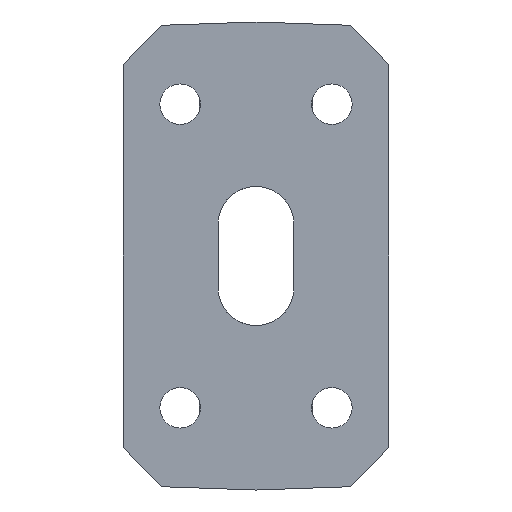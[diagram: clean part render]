
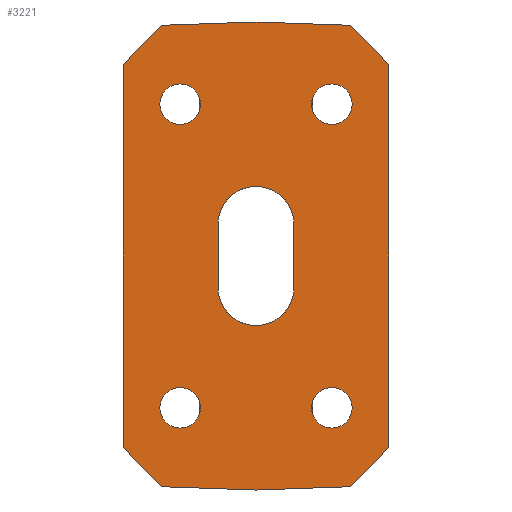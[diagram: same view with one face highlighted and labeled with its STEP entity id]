
A CAD part, left-side view. The second image highlights one B-rep face of the part: STEP entity #3221.
In plain terms, the highlighted planar face has unit normal (-1, 0, 0).
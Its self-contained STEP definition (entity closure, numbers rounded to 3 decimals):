
#2739 = VERTEX_POINT('',#2740);
#2740 = CARTESIAN_POINT('',(24.,0.,-18.5));
#2755 = VERTEX_POINT('',#2756);
#2756 = CARTESIAN_POINT('',(24.,-7.502,-18.238));
#2762 = EDGE_CURVE('',#2739,#2755,#2763,.T.);
#2763 = LINE('',#2764,#2765);
#2764 = CARTESIAN_POINT('',(24.,0.,-18.5));
#2765 = VECTOR('',#2766,1.);
#2766 = DIRECTION('',(0.,-0.999,
    0.035));
#2980 = VERTEX_POINT('',#2981);
#2981 = CARTESIAN_POINT('',(24.,-6.,-10.4));
#2987 = EDGE_CURVE('',#2980,#2980,#2988,.T.);
#2988 = CIRCLE('',#2989,1.6);
#2989 = AXIS2_PLACEMENT_3D('',#2990,#2991,#2992);
#2990 = CARTESIAN_POINT('',(24.,-6.,-12.));
#2991 = DIRECTION('',(-1.,0.,0.));
#2992 = DIRECTION('',(0.,0.,1.));
#3006 = VERTEX_POINT('',#3007);
#3007 = CARTESIAN_POINT('',(24.,-3.,-2.503));
#3013 = EDGE_CURVE('',#3014,#3006,#3016,.T.);
#3014 = VERTEX_POINT('',#3015);
#3015 = CARTESIAN_POINT('',(24.,-2.994,-2.503));
#3016 = LINE('',#3017,#3018);
#3017 = CARTESIAN_POINT('',(24.,-1.5,-2.503));
#3018 = VECTOR('',#3019,1.);
#3019 = DIRECTION('',(0.,-1.,-0.));
#3096 = VERTEX_POINT('',#3097);
#3097 = CARTESIAN_POINT('',(24.,10.5,-15.133));
#3105 = VERTEX_POINT('',#3106);
#3106 = CARTESIAN_POINT('',(24.,7.502,-18.238));
#3112 = EDGE_CURVE('',#3096,#3105,#3113,.T.);
#3113 = LINE('',#3114,#3115);
#3114 = CARTESIAN_POINT('',(24.,10.5,-15.133));
#3115 = VECTOR('',#3116,1.);
#3116 = DIRECTION('',(0.,-0.695,-0.719
    ));
#3129 = VERTEX_POINT('',#3130);
#3130 = CARTESIAN_POINT('',(24.,-10.5,-15.133));
#3136 = EDGE_CURVE('',#2755,#3129,#3137,.T.);
#3137 = LINE('',#3138,#3139);
#3138 = CARTESIAN_POINT('',(24.,-7.502,-18.238));
#3139 = VECTOR('',#3140,1.);
#3140 = DIRECTION('',(0.,-0.695,0.719
    ));
#3221 = ADVANCED_FACE('',(#3222,#3279,#3290,#3301,#3344,#3355),#3358,.T.
  );
#3222 = FACE_BOUND('',#3223,.T.);
#3223 = EDGE_LOOP('',(#3224,#3225,#3231,#3232,#3233,#3241,#3249,#3257,
    #3265,#3273));
#3224 = ORIENTED_EDGE('',*,*,#3112,.T.);
#3225 = ORIENTED_EDGE('',*,*,#3226,.T.);
#3226 = EDGE_CURVE('',#3105,#2739,#3227,.T.);
#3227 = LINE('',#3228,#3229);
#3228 = CARTESIAN_POINT('',(24.,7.502,-18.238));
#3229 = VECTOR('',#3230,1.);
#3230 = DIRECTION('',(0.,-0.999,
    -0.035));
#3231 = ORIENTED_EDGE('',*,*,#2762,.T.);
#3232 = ORIENTED_EDGE('',*,*,#3136,.T.);
#3233 = ORIENTED_EDGE('',*,*,#3234,.T.);
#3234 = EDGE_CURVE('',#3129,#3235,#3237,.T.);
#3235 = VERTEX_POINT('',#3236);
#3236 = CARTESIAN_POINT('',(24.,-10.5,15.133));
#3237 = LINE('',#3238,#3239);
#3238 = CARTESIAN_POINT('',(24.,-10.5,-15.133));
#3239 = VECTOR('',#3240,1.);
#3240 = DIRECTION('',(0.,0.,1.));
#3241 = ORIENTED_EDGE('',*,*,#3242,.T.);
#3242 = EDGE_CURVE('',#3235,#3243,#3245,.T.);
#3243 = VERTEX_POINT('',#3244);
#3244 = CARTESIAN_POINT('',(24.,-7.502,18.238));
#3245 = LINE('',#3246,#3247);
#3246 = CARTESIAN_POINT('',(24.,-10.5,15.133));
#3247 = VECTOR('',#3248,1.);
#3248 = DIRECTION('',(0.,0.695,0.719)
  );
#3249 = ORIENTED_EDGE('',*,*,#3250,.T.);
#3250 = EDGE_CURVE('',#3243,#3251,#3253,.T.);
#3251 = VERTEX_POINT('',#3252);
#3252 = CARTESIAN_POINT('',(24.,0.,18.5));
#3253 = LINE('',#3254,#3255);
#3254 = CARTESIAN_POINT('',(24.,-7.502,18.238));
#3255 = VECTOR('',#3256,1.);
#3256 = DIRECTION('',(0.,0.999,
    0.035));
#3257 = ORIENTED_EDGE('',*,*,#3258,.T.);
#3258 = EDGE_CURVE('',#3251,#3259,#3261,.T.);
#3259 = VERTEX_POINT('',#3260);
#3260 = CARTESIAN_POINT('',(24.,7.502,18.238));
#3261 = LINE('',#3262,#3263);
#3262 = CARTESIAN_POINT('',(24.,0.,18.5));
#3263 = VECTOR('',#3264,1.);
#3264 = DIRECTION('',(0.,0.999,
    -0.035));
#3265 = ORIENTED_EDGE('',*,*,#3266,.T.);
#3266 = EDGE_CURVE('',#3259,#3267,#3269,.T.);
#3267 = VERTEX_POINT('',#3268);
#3268 = CARTESIAN_POINT('',(24.,10.5,15.133));
#3269 = LINE('',#3270,#3271);
#3270 = CARTESIAN_POINT('',(24.,7.502,18.238));
#3271 = VECTOR('',#3272,1.);
#3272 = DIRECTION('',(0.,0.695,-0.719)
  );
#3273 = ORIENTED_EDGE('',*,*,#3274,.T.);
#3274 = EDGE_CURVE('',#3267,#3096,#3275,.T.);
#3275 = LINE('',#3276,#3277);
#3276 = CARTESIAN_POINT('',(24.,10.5,15.133));
#3277 = VECTOR('',#3278,1.);
#3278 = DIRECTION('',(0.,0.,-1.));
#3279 = FACE_BOUND('',#3280,.T.);
#3280 = EDGE_LOOP('',(#3281));
#3281 = ORIENTED_EDGE('',*,*,#3282,.F.);
#3282 = EDGE_CURVE('',#3283,#3283,#3285,.T.);
#3283 = VERTEX_POINT('',#3284);
#3284 = CARTESIAN_POINT('',(24.,6.,13.6));
#3285 = CIRCLE('',#3286,1.6);
#3286 = AXIS2_PLACEMENT_3D('',#3287,#3288,#3289);
#3287 = CARTESIAN_POINT('',(24.,6.,12.));
#3288 = DIRECTION('',(-1.,0.,0.));
#3289 = DIRECTION('',(0.,0.,1.));
#3290 = FACE_BOUND('',#3291,.T.);
#3291 = EDGE_LOOP('',(#3292));
#3292 = ORIENTED_EDGE('',*,*,#3293,.F.);
#3293 = EDGE_CURVE('',#3294,#3294,#3296,.T.);
#3294 = VERTEX_POINT('',#3295);
#3295 = CARTESIAN_POINT('',(24.,6.,-10.4));
#3296 = CIRCLE('',#3297,1.6);
#3297 = AXIS2_PLACEMENT_3D('',#3298,#3299,#3300);
#3298 = CARTESIAN_POINT('',(24.,6.,-12.));
#3299 = DIRECTION('',(-1.,0.,0.));
#3300 = DIRECTION('',(0.,0.,1.));
#3301 = FACE_BOUND('',#3302,.T.);
#3302 = EDGE_LOOP('',(#3303,#3304,#3313,#3321,#3330,#3338));
#3303 = ORIENTED_EDGE('',*,*,#3013,.F.);
#3304 = ORIENTED_EDGE('',*,*,#3305,.T.);
#3305 = EDGE_CURVE('',#3014,#3306,#3308,.T.);
#3306 = VERTEX_POINT('',#3307);
#3307 = CARTESIAN_POINT('',(24.,3.,-2.503));
#3308 = CIRCLE('',#3309,2.997);
#3309 = AXIS2_PLACEMENT_3D('',#3310,#3311,#3312);
#3310 = CARTESIAN_POINT('',(24.,0.003,-2.503));
#3311 = DIRECTION('',(1.,0.,0.));
#3312 = DIRECTION('',(0.,-1.,-0.));
#3313 = ORIENTED_EDGE('',*,*,#3314,.F.);
#3314 = EDGE_CURVE('',#3315,#3306,#3317,.T.);
#3315 = VERTEX_POINT('',#3316);
#3316 = CARTESIAN_POINT('',(24.,3.,2.503));
#3317 = LINE('',#3318,#3319);
#3318 = CARTESIAN_POINT('',(24.,3.,-1.252));
#3319 = VECTOR('',#3320,1.);
#3320 = DIRECTION('',(0.,0.,-1.));
#3321 = ORIENTED_EDGE('',*,*,#3322,.T.);
#3322 = EDGE_CURVE('',#3315,#3323,#3325,.T.);
#3323 = VERTEX_POINT('',#3324);
#3324 = CARTESIAN_POINT('',(24.,-2.994,2.503));
#3325 = CIRCLE('',#3326,2.997);
#3326 = AXIS2_PLACEMENT_3D('',#3327,#3328,#3329);
#3327 = CARTESIAN_POINT('',(24.,0.003,2.503));
#3328 = DIRECTION('',(1.,0.,0.));
#3329 = DIRECTION('',(0.,-1.,-0.));
#3330 = ORIENTED_EDGE('',*,*,#3331,.F.);
#3331 = EDGE_CURVE('',#3332,#3323,#3334,.T.);
#3332 = VERTEX_POINT('',#3333);
#3333 = CARTESIAN_POINT('',(24.,-3.,2.503));
#3334 = LINE('',#3335,#3336);
#3335 = CARTESIAN_POINT('',(24.,-1.497,2.503));
#3336 = VECTOR('',#3337,1.);
#3337 = DIRECTION('',(0.,1.,0.));
#3338 = ORIENTED_EDGE('',*,*,#3339,.F.);
#3339 = EDGE_CURVE('',#3006,#3332,#3340,.T.);
#3340 = LINE('',#3341,#3342);
#3341 = CARTESIAN_POINT('',(24.,-3.,1.252));
#3342 = VECTOR('',#3343,1.);
#3343 = DIRECTION('',(0.,0.,1.));
#3344 = FACE_BOUND('',#3345,.T.);
#3345 = EDGE_LOOP('',(#3346));
#3346 = ORIENTED_EDGE('',*,*,#3347,.F.);
#3347 = EDGE_CURVE('',#3348,#3348,#3350,.T.);
#3348 = VERTEX_POINT('',#3349);
#3349 = CARTESIAN_POINT('',(24.,-6.,13.6));
#3350 = CIRCLE('',#3351,1.6);
#3351 = AXIS2_PLACEMENT_3D('',#3352,#3353,#3354);
#3352 = CARTESIAN_POINT('',(24.,-6.,12.));
#3353 = DIRECTION('',(-1.,0.,0.));
#3354 = DIRECTION('',(0.,0.,1.));
#3355 = FACE_BOUND('',#3356,.T.);
#3356 = EDGE_LOOP('',(#3357));
#3357 = ORIENTED_EDGE('',*,*,#2987,.F.);
#3358 = PLANE('',#3359);
#3359 = AXIS2_PLACEMENT_3D('',#3360,#3361,#3362);
#3360 = CARTESIAN_POINT('',(24.,0.,0.));
#3361 = DIRECTION('',(-1.,0.,0.));
#3362 = DIRECTION('',(0.,0.,-1.));
